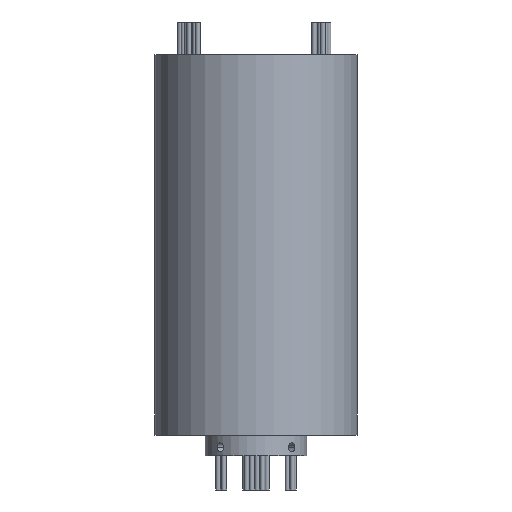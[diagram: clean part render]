
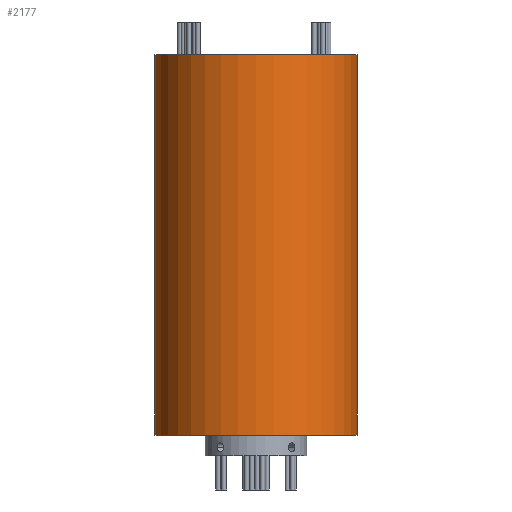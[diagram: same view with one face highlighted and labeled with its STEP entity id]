
A CAD part, front view. The second image highlights one B-rep face of the part: STEP entity #2177.
In plain terms, the highlighted cylindrical face has radius 28 mm (diameter 56 mm), a partial arc.
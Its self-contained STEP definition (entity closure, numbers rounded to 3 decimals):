
#39 = EDGE_CURVE ( 'NONE', #2967, #4564, #279, .T. ) ;
#266 = EDGE_CURVE ( 'NONE', #2967, #4582, #5907, .T. ) ;
#279 = CIRCLE ( 'NONE', #2255, 28. ) ;
#380 = EDGE_CURVE ( 'NONE', #4564, #5464, #6936, .T. ) ;
#638 = AXIS2_PLACEMENT_3D ( 'NONE', #6378, #2848, #6967 ) ;
#813 = CARTESIAN_POINT ( 'NONE',  ( -28., 0., 110.9 ) ) ;
#971 = CARTESIAN_POINT ( 'NONE',  ( 28., 0., 110.9 ) ) ;
#1400 = VECTOR ( 'NONE', #7286, 1000. ) ;
#1523 = ORIENTED_EDGE ( 'NONE', *, *, #4861, .T. ) ;
#1538 = DIRECTION ( 'NONE',  ( -1., 0., 0. ) ) ;
#2177 = ADVANCED_FACE ( 'NONE', ( #4880 ), #3142, .T. ) ;
#2255 = AXIS2_PLACEMENT_3D ( 'NONE', #3006, #7128, #3596 ) ;
#2298 = CIRCLE ( 'NONE', #638, 28. ) ;
#2718 = CARTESIAN_POINT ( 'NONE',  ( -28., 0., 110.9 ) ) ;
#2722 = DIRECTION ( 'NONE',  ( 0., 0., -1. ) ) ;
#2848 = DIRECTION ( 'NONE',  ( 0., 0., 1. ) ) ;
#2967 = VERTEX_POINT ( 'NONE', #2718 ) ;
#3006 = CARTESIAN_POINT ( 'NONE',  ( 0., 0., 110.9 ) ) ;
#3101 = CARTESIAN_POINT ( 'NONE',  ( 28., 0., 5.7 ) ) ;
#3142 = CYLINDRICAL_SURFACE ( 'NONE', #3541, 28. ) ;
#3192 = CARTESIAN_POINT ( 'NONE',  ( -28., 0., 5.7 ) ) ;
#3541 = AXIS2_PLACEMENT_3D ( 'NONE', #5644, #2722, #1538 ) ;
#3596 = DIRECTION ( 'NONE',  ( 1., 0., 0. ) ) ;
#3804 = VECTOR ( 'NONE', #3920, 1000. ) ;
#3920 = DIRECTION ( 'NONE',  ( 0., 0., -1. ) ) ;
#4482 = ORIENTED_EDGE ( 'NONE', *, *, #39, .F. ) ;
#4564 = VERTEX_POINT ( 'NONE', #6725 ) ;
#4582 = VERTEX_POINT ( 'NONE', #3192 ) ;
#4861 = EDGE_CURVE ( 'NONE', #4582, #5464, #2298, .T. ) ;
#4880 = FACE_OUTER_BOUND ( 'NONE', #6246, .T. ) ;
#5162 = ORIENTED_EDGE ( 'NONE', *, *, #380, .F. ) ;
#5464 = VERTEX_POINT ( 'NONE', #3101 ) ;
#5621 = ORIENTED_EDGE ( 'NONE', *, *, #266, .T. ) ;
#5644 = CARTESIAN_POINT ( 'NONE',  ( 0., 0., 110.9 ) ) ;
#5907 = LINE ( 'NONE', #813, #1400 ) ;
#6246 = EDGE_LOOP ( 'NONE', ( #5162, #4482, #5621, #1523 ) ) ;
#6378 = CARTESIAN_POINT ( 'NONE',  ( 0., 0., 5.7 ) ) ;
#6725 = CARTESIAN_POINT ( 'NONE',  ( 28., 0., 110.9 ) ) ;
#6936 = LINE ( 'NONE', #971, #3804 ) ;
#6967 = DIRECTION ( 'NONE',  ( 1., 0., 0. ) ) ;
#7128 = DIRECTION ( 'NONE',  ( 0., 0., 1. ) ) ;
#7286 = DIRECTION ( 'NONE',  ( 0., 0., -1. ) ) ;
